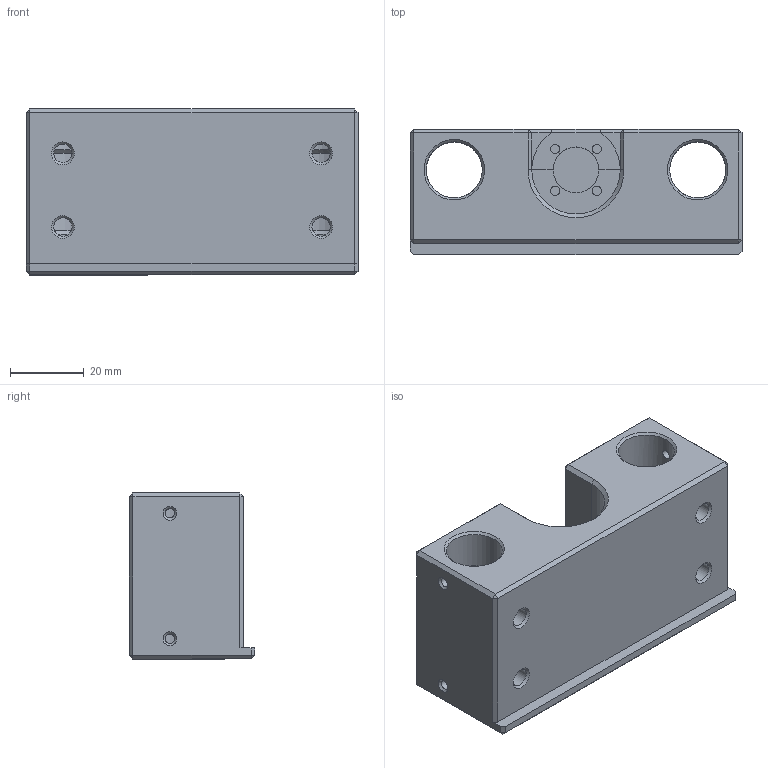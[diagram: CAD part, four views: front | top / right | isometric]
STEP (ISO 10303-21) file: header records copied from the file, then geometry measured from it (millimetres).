
FILE_DESCRIPTION(('FreeCAD Model'),'2;1');
FILE_NAME('Open CASCADE Shape Model','2021-09-02T00:55:32',('Author'),( ''),'Open CASCADE STEP processor 7.5','FreeCAD','Unknown');
FILE_SCHEMA(('AUTOMOTIVE_DESIGN { 1 0 10303 214 1 1 1 1 }'));
Length unit declared in the file: millimetre
Products named in the file (1): Z-Sled
Bounding box: 90 x 34 x 45 mm (x, y, z)
Volume: 89606.5 mm3; surface area: 23028.6 mm2
Topology: 1 solids, 1 shells, 120 faces, 303 edges, 177 vertices
Faces by surface type: plane 66, cone 27, cylinder 27
Full cylindrical faces by diameter (mm): 2.5 x8, 5 x4, 12.4 x1, 15.2 x4, 17.2 x2
Entity records: 10329 total; most frequent: CARTESIAN_POINT 4250, DIRECTION 1131, LINE 655, VECTOR 655, ORIENTED_EDGE 606, PCURVE 606, DEFINITIONAL_REPRESENTATION 606, EDGE_CURVE 303
